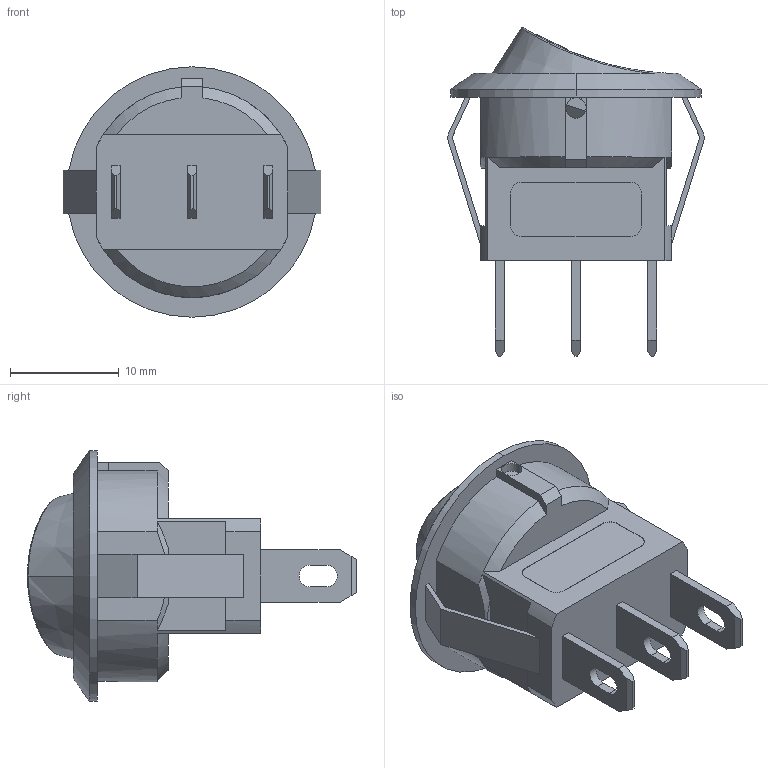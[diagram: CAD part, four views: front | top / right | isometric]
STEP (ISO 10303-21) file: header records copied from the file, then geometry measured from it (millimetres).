
FILE_DESCRIPTION (( 'STEP AP214' ), '1' );
FILE_NAME ('Wippschalter Rund - BG LED.STEP', '2023-04-10T09:25:51', ( '' ), ( '' ), 'SwSTEP 2.0', 'SolidWorks 2023', '' );
FILE_SCHEMA (( 'AUTOMOTIVE_DESIGN' ));
Length unit declared in the file: millimetre
Products named in the file (4): Wippschalter Rund - T1b; Baugr1^Wippschalter Rund - BG LED; Wippschalter Rund - BG LED; Wippschalter Rund - T2
Assembly tree (3 placements, depth 3):
  Wippschalter Rund - BG LED
    Baugr1^Wippschalter Rund - BG LED
      Wippschalter Rund - T2
      Wippschalter Rund - T1b
Bounding box: 23.68 x 30.2 x 23 mm (x, y, z)
Volume: 2996.4 mm3; surface area: 3436 mm2
Topology: 2 solids, 2 shells, 243 faces, 651 edges, 429 vertices
Faces by surface type: plane 139, bspline 53, cylinder 38, cone 11, torus 2
Entity records: 11902 total; most frequent: CARTESIAN_POINT 5522, ORIENTED_EDGE 1302, DIRECTION 993, EDGE_CURVE 651, VERTEX_POINT 429, LINE 409, VECTOR 409, AXIS2_PLACEMENT_3D 292
